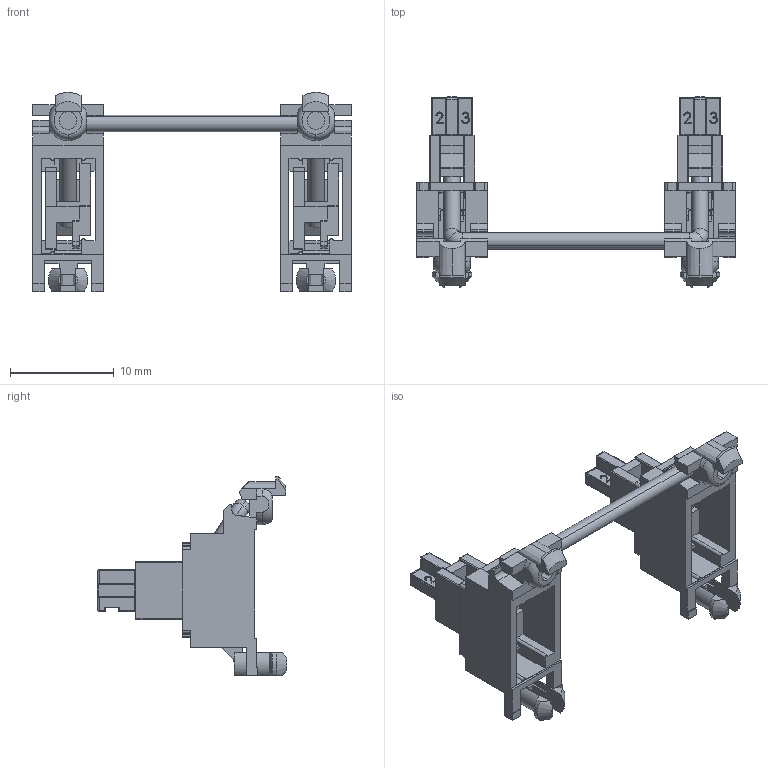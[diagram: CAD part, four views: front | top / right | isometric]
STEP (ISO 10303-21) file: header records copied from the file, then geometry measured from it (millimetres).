
FILE_DESCRIPTION((''),'2;1');
FILE_NAME('STABILIZER_STANDARD_ASM','2023-07-12T21:24:44',('Gaetan'),(''),'CREO PARAMETRIC BY PTC INC, 2021063','CREO PARAMETRIC BY PTC INC, 2021063','');
FILE_SCHEMA(('CONFIG_CONTROL_DESIGN'));
Length unit declared in the file: millimetre
Products named in the file (6): _X2__-4588; _X2__-4589; _X2__-4590; _X2__-4591; _X2__-4592; STABILIZER_STANDARD_ASM
Assembly tree (5 placements, depth 2):
  STABILIZER_STANDARD_ASM
    _X2__-4588
    _X2__-4589
    _X2__-4590
    _X2__-4591
    _X2__-4592
Bounding box: 30.7 x 18.3 x 19.2 mm (x, y, z)
Volume: 633.8 mm3; surface area: 2398 mm2
Topology: 3 solids, 5 shells, 928 faces, 2524 edges, 1546 vertices
Faces by surface type: plane 386, cylinder 320, bspline 92, torus 58, sphere 52, cone 10, extrusion 6, revolution 4
Entity records: 37819 total; most frequent: CARTESIAN_POINT 15291, ORIENTED_EDGE 4928, DIRECTION 4382, EDGE_CURVE 2466, VERTEX_POINT 1546, AXIS2_PLACEMENT_3D 1491, VECTOR 1396, LINE 1390
